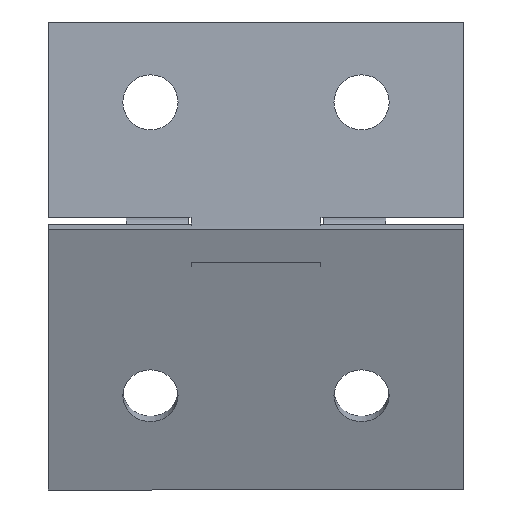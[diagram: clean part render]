
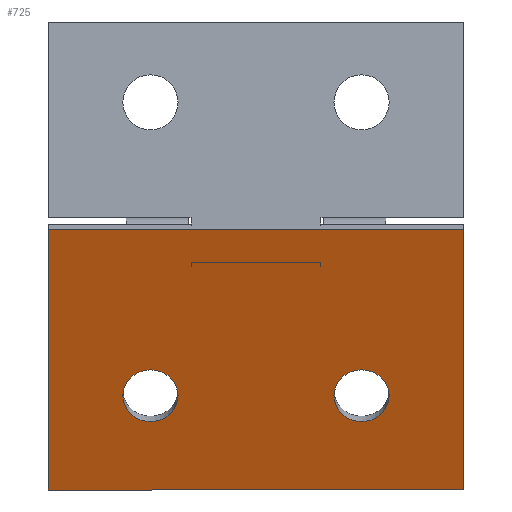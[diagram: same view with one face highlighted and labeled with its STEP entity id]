
A CAD part, front view. The second image highlights one B-rep face of the part: STEP entity #725.
In plain terms, the highlighted face is planar.
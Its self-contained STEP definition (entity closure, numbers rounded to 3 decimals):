
#31=FACE_BOUND('',#124,.T.);
#32=FACE_BOUND('',#125,.T.);
#42=CIRCLE('',#797,2.65);
#44=CIRCLE('',#800,2.65);
#80=FACE_OUTER_BOUND('',#123,.T.);
#123=EDGE_LOOP('',(#513,#514,#515,#516));
#124=EDGE_LOOP('',(#517));
#125=EDGE_LOOP('',(#518));
#172=LINE('',#1085,#249);
#175=LINE('',#1091,#252);
#178=LINE('',#1097,#255);
#181=LINE('',#1101,#258);
#249=VECTOR('',#867,10.);
#252=VECTOR('',#872,10.);
#255=VECTOR('',#877,10.);
#258=VECTOR('',#882,10.);
#326=VERTEX_POINT('',#1082);
#327=VERTEX_POINT('',#1084);
#329=VERTEX_POINT('',#1090);
#331=VERTEX_POINT('',#1096);
#333=VERTEX_POINT('',#1105);
#335=VERTEX_POINT('',#1111);
#392=EDGE_CURVE('',#327,#326,#172,.T.);
#395=EDGE_CURVE('',#329,#327,#175,.T.);
#398=EDGE_CURVE('',#331,#329,#178,.T.);
#401=EDGE_CURVE('',#326,#331,#181,.T.);
#404=EDGE_CURVE('',#333,#333,#42,.T.);
#407=EDGE_CURVE('',#335,#335,#44,.T.);
#513=ORIENTED_EDGE('',*,*,#401,.T.);
#514=ORIENTED_EDGE('',*,*,#398,.T.);
#515=ORIENTED_EDGE('',*,*,#395,.T.);
#516=ORIENTED_EDGE('',*,*,#392,.T.);
#517=ORIENTED_EDGE('',*,*,#404,.T.);
#518=ORIENTED_EDGE('',*,*,#407,.T.);
#691=PLANE('',#801);
#725=ADVANCED_FACE('',(#80,#31,#32),#691,.T.);
#797=AXIS2_PLACEMENT_3D('',#1107,#888,#889);
#800=AXIS2_PLACEMENT_3D('',#1113,#895,#896);
#801=AXIS2_PLACEMENT_3D('',#1114,#897,#898);
#867=DIRECTION('',(0.,0.,-1.));
#872=DIRECTION('',(-1.,0.,0.));
#877=DIRECTION('',(0.,0.,1.));
#882=DIRECTION('',(1.,0.,0.));
#888=DIRECTION('center_axis',(0.,1.,0.));
#889=DIRECTION('ref_axis',(0.,0.,1.));
#895=DIRECTION('center_axis',(0.,1.,0.));
#896=DIRECTION('ref_axis',(0.,0.,1.));
#897=DIRECTION('center_axis',(0.,-1.,0.));
#898=DIRECTION('ref_axis',(0.,0.,-1.));
#1082=CARTESIAN_POINT('',(-8.319,-1.5,-32.5));
#1084=CARTESIAN_POINT('',(-8.319,-1.5,7.5));
#1085=CARTESIAN_POINT('',(-8.319,-1.5,7.5));
#1090=CARTESIAN_POINT('',(18.319,-1.5,7.5));
#1091=CARTESIAN_POINT('',(-3.319,-1.5,7.5));
#1096=CARTESIAN_POINT('',(18.319,-1.5,-32.5));
#1097=CARTESIAN_POINT('',(18.319,-1.5,-32.5));
#1101=CARTESIAN_POINT('',(-3.319,-1.5,-32.5));
#1105=CARTESIAN_POINT('',(1.331,-1.5,-25.3));
#1107=CARTESIAN_POINT('Origin',(1.331,-1.5,-22.65));
#1111=CARTESIAN_POINT('',(1.331,-1.5,-5.));
#1113=CARTESIAN_POINT('Origin',(1.331,-1.5,-2.35));
#1114=CARTESIAN_POINT('Origin',(0.,-1.5,0.));
